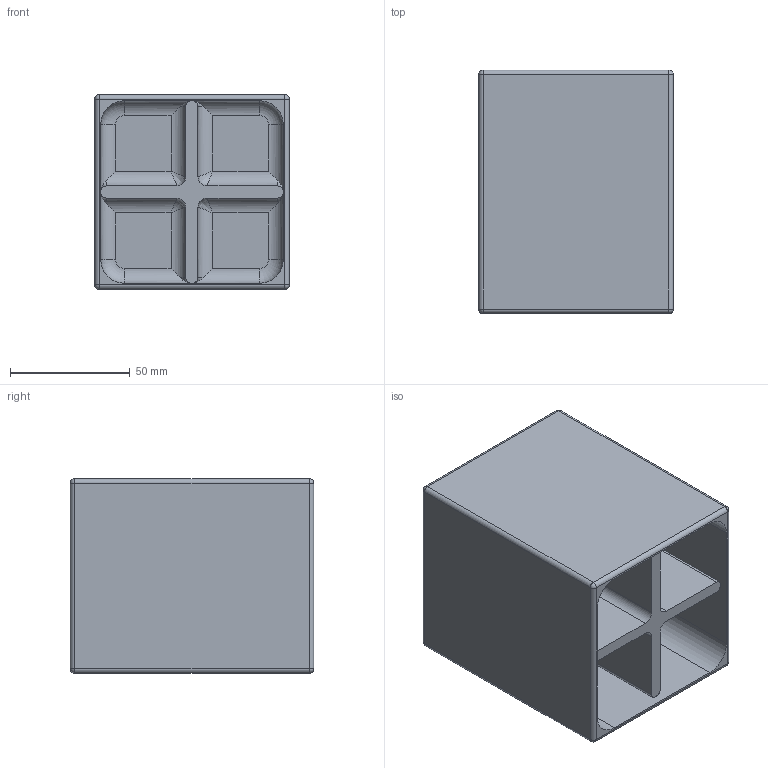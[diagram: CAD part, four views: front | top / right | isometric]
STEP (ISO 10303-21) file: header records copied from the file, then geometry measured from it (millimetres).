
FILE_DESCRIPTION(/* description */ ('STEP AP242','CAx-IF Rec.Pracs.---Representation and Presentation of Product Manufacturing Information (PMI)---4.0---2014-10-13','CAx-IF Rec.Pracs.---3D Tessellated Geometry---0.4---2014-09-14','2;1'),/* implementation_level */ '2;1');
FILE_NAME(/* name */ '6686019f2de9c071e9a674fa',/* time_stamp */ '2024-07-04T01:57:51Z',/* author */ (''),/* organization */ (''),/* preprocessor_version */ 'ST-DEVELOPER v20',/* originating_system */ ' ',/* authorisation */ ' ');
FILE_SCHEMA (('AP242_MANAGED_MODEL_BASED_3D_ENGINEERING_MIM_LF { 1 0 10303 442 1 1 4 }'));
Length unit declared in the file: metre
Products named in the file (1): Part 1
Bounding box: 81.28 x 101.6 x 81.28 mm (x, y, z)
Volume: 190730 mm3; surface area: 98302.1 mm2
Topology: 1 solids, 1 shells, 91 faces, 216 edges, 116 vertices
Faces by surface type: cylinder 44, plane 23, torus 12, sphere 8, bspline 4
Entity records: 2616 total; most frequent: CARTESIAN_POINT 548, DIRECTION 464, ORIENTED_EDGE 408, EDGE_CURVE 204, AXIS2_PLACEMENT_3D 180, VERTEX_POINT 116, LINE 104, VECTOR 104
